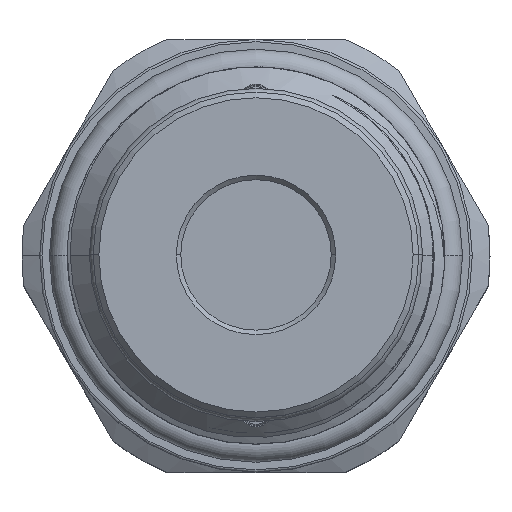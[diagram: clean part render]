
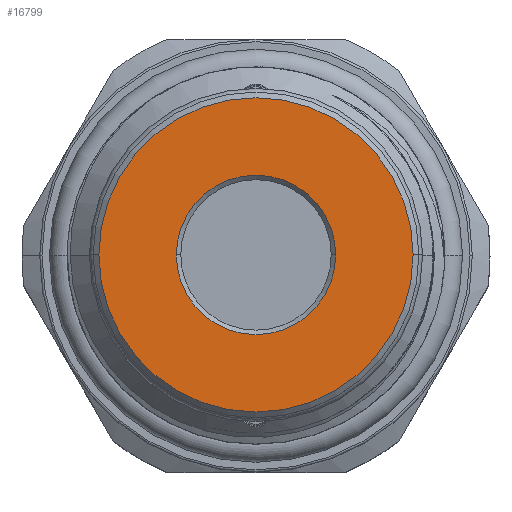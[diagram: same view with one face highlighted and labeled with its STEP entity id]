
A CAD part, top view. The second image highlights one B-rep face of the part: STEP entity #16799.
In plain terms, the highlighted planar face has unit normal (0, 0, 1).
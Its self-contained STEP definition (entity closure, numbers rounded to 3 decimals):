
#346 = DIRECTION ( 'NONE',  ( 0., 0., 1. ) ) ;
#411 = CARTESIAN_POINT ( 'NONE',  ( 0., 0., 0. ) ) ;
#454 = PLANE ( 'NONE',  #12056 ) ;
#483 = CARTESIAN_POINT ( 'NONE',  ( -13.8, 0., 0. ) ) ;
#1196 = DIRECTION ( 'NONE',  ( 1., 0., 0. ) ) ;
#2487 = EDGE_LOOP ( 'NONE', ( #7837, #11836 ) ) ;
#2541 = DIRECTION ( 'NONE',  ( 0., 0., -1. ) ) ;
#3378 = DIRECTION ( 'NONE',  ( 0., 0., 1. ) ) ;
#5040 = VERTEX_POINT ( 'NONE', #17597 ) ;
#5627 = VERTEX_POINT ( 'NONE', #483 ) ;
#6771 = ORIENTED_EDGE ( 'NONE', *, *, #12003, .T. ) ;
#6953 = CARTESIAN_POINT ( 'NONE',  ( -7., 0., 0. ) ) ;
#7074 = CARTESIAN_POINT ( 'NONE',  ( 0., 0., 0. ) ) ;
#7088 = AXIS2_PLACEMENT_3D ( 'NONE', #7074, #2541, #1196 ) ;
#7837 = ORIENTED_EDGE ( 'NONE', *, *, #19067, .T. ) ;
#7923 = DIRECTION ( 'NONE',  ( 1., 0., 0. ) ) ;
#8284 = EDGE_LOOP ( 'NONE', ( #6771, #9690 ) ) ;
#9442 = CARTESIAN_POINT ( 'NONE',  ( 7., 0., 0. ) ) ;
#9690 = ORIENTED_EDGE ( 'NONE', *, *, #15833, .T. ) ;
#9887 = DIRECTION ( 'NONE',  ( 1., 0., 0. ) ) ;
#10123 = DIRECTION ( 'NONE',  ( 0., 0., 1. ) ) ;
#10958 = CARTESIAN_POINT ( 'NONE',  ( 0., 0., 0. ) ) ;
#11836 = ORIENTED_EDGE ( 'NONE', *, *, #12723, .T. ) ;
#11848 = CARTESIAN_POINT ( 'NONE',  ( 0., 0., 0. ) ) ;
#12003 = EDGE_CURVE ( 'NONE', #18244, #12229, #15473, .T. ) ;
#12056 = AXIS2_PLACEMENT_3D ( 'NONE', #10958, #3378, #17139 ) ;
#12229 = VERTEX_POINT ( 'NONE', #6953 ) ;
#12723 = EDGE_CURVE ( 'NONE', #5040, #5627, #14051, .T. ) ;
#13004 = CARTESIAN_POINT ( 'NONE',  ( 0., 0., 0. ) ) ;
#13094 = FACE_BOUND ( 'NONE', #8284, .T. ) ;
#13240 = DIRECTION ( 'NONE',  ( 1., 0., 0. ) ) ;
#13476 = AXIS2_PLACEMENT_3D ( 'NONE', #411, #346, #7923 ) ;
#13587 = CIRCLE ( 'NONE', #13476, 13.8 ) ;
#14051 = CIRCLE ( 'NONE', #17514, 13.8 ) ;
#14252 = DIRECTION ( 'NONE',  ( 0., 0., -1. ) ) ;
#14722 = FACE_OUTER_BOUND ( 'NONE', #2487, .T. ) ;
#15473 = CIRCLE ( 'NONE', #16995, 7. ) ;
#15833 = EDGE_CURVE ( 'NONE', #12229, #18244, #19423, .T. ) ;
#16799 = ADVANCED_FACE ( 'NONE', ( #13094, #14722 ), #454, .T. ) ;
#16995 = AXIS2_PLACEMENT_3D ( 'NONE', #13004, #14252, #9887 ) ;
#17139 = DIRECTION ( 'NONE',  ( 1., 0., 0. ) ) ;
#17514 = AXIS2_PLACEMENT_3D ( 'NONE', #11848, #10123, #13240 ) ;
#17597 = CARTESIAN_POINT ( 'NONE',  ( 13.8, 0., 0. ) ) ;
#18244 = VERTEX_POINT ( 'NONE', #9442 ) ;
#19067 = EDGE_CURVE ( 'NONE', #5627, #5040, #13587, .T. ) ;
#19423 = CIRCLE ( 'NONE', #7088, 7. ) ;
